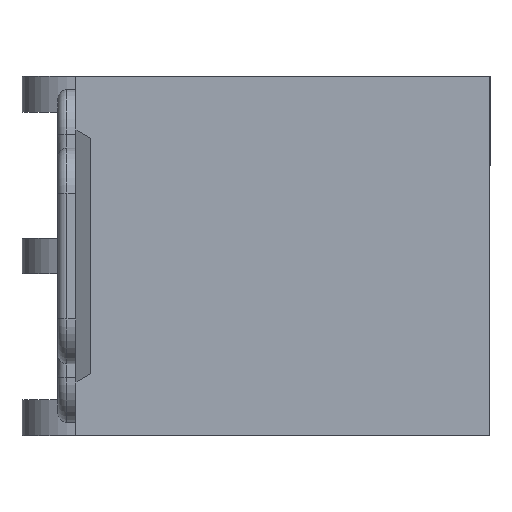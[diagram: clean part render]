
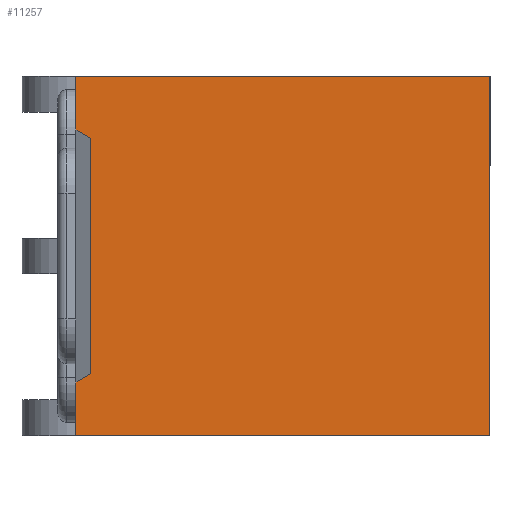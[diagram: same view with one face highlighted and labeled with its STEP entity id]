
A CAD part, left-side view. The second image highlights one B-rep face of the part: STEP entity #11257.
In plain terms, the highlighted planar face has unit normal (-1, 0, 0).
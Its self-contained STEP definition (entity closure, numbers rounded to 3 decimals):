
#106=PLANE('',#12058);
#519=FACE_OUTER_BOUND('',#1172,.T.);
#1172=EDGE_LOOP('',(#7489,#7490,#7491,#7492,#7493,#7494,#7495,#7496));
#1878=LINE('',#17617,#2635);
#1940=LINE('',#17763,#2697);
#1950=LINE('',#17781,#2707);
#1963=LINE('',#17818,#2720);
#1964=LINE('',#17819,#2721);
#1965=LINE('',#17821,#2722);
#1966=LINE('',#17822,#2723);
#1967=LINE('',#17823,#2724);
#2635=VECTOR('',#13748,1000.);
#2697=VECTOR('',#13850,1000.);
#2707=VECTOR('',#13860,1000.);
#2720=VECTOR('',#13885,1000.);
#2721=VECTOR('',#13886,1000.);
#2722=VECTOR('',#13887,1000.);
#2723=VECTOR('',#13888,1000.);
#2724=VECTOR('',#13889,1000.);
#4282=VERTEX_POINT('',#17614);
#4283=VERTEX_POINT('',#17616);
#4346=VERTEX_POINT('',#17760);
#4347=VERTEX_POINT('',#17762);
#4355=VERTEX_POINT('',#17780);
#4372=VERTEX_POINT('',#17816);
#4373=VERTEX_POINT('',#17817);
#4374=VERTEX_POINT('',#17820);
#5518=EDGE_CURVE('',#4283,#4282,#1878,.T.);
#5593=EDGE_CURVE('',#4346,#4347,#1940,.T.);
#5603=EDGE_CURVE('',#4283,#4355,#1950,.T.);
#5621=EDGE_CURVE('',#4372,#4373,#1963,.T.);
#5622=EDGE_CURVE('',#4372,#4355,#1964,.T.);
#5623=EDGE_CURVE('',#4282,#4374,#1965,.T.);
#5624=EDGE_CURVE('',#4347,#4374,#1966,.T.);
#5625=EDGE_CURVE('',#4346,#4373,#1967,.T.);
#7489=ORIENTED_EDGE('',*,*,#5621,.F.);
#7490=ORIENTED_EDGE('',*,*,#5622,.T.);
#7491=ORIENTED_EDGE('',*,*,#5603,.F.);
#7492=ORIENTED_EDGE('',*,*,#5518,.T.);
#7493=ORIENTED_EDGE('',*,*,#5623,.T.);
#7494=ORIENTED_EDGE('',*,*,#5624,.F.);
#7495=ORIENTED_EDGE('',*,*,#5593,.F.);
#7496=ORIENTED_EDGE('',*,*,#5625,.T.);
#11257=ADVANCED_FACE('',(#519),#106,.F.);
#12058=AXIS2_PLACEMENT_3D('',#17815,#13883,#13884);
#13748=DIRECTION('',(0.,-1.,0.));
#13850=DIRECTION('',(0.,0.,1.));
#13860=DIRECTION('',(0.,0.,1.));
#13883=DIRECTION('center_axis',(1.,0.,0.));
#13884=DIRECTION('ref_axis',(0.,0.,
-1.));
#13885=DIRECTION('',(0.,0.,1.));
#13886=DIRECTION('',(0.,0.866,-0.5));
#13887=DIRECTION('',(0.,0.,1.));
#13888=DIRECTION('',(0.,-1.,0.));
#13889=DIRECTION('',(0.,-0.866,-0.5));
#17614=CARTESIAN_POINT('',(-39.25,0.,-10.));
#17616=CARTESIAN_POINT('',(-39.25,23.,-10.));
#17617=CARTESIAN_POINT('',(-39.25,23.,-10.));
#17760=CARTESIAN_POINT('',(-39.25,23.,7.));
#17762=CARTESIAN_POINT('',(-39.25,23.,10.));
#17763=CARTESIAN_POINT('',(-39.25,23.,-10.));
#17780=CARTESIAN_POINT('',(-39.25,23.,-7.));
#17781=CARTESIAN_POINT('',(-39.25,23.,-10.));
#17815=CARTESIAN_POINT('Origin',(-39.25,23.,-10.));
#17816=CARTESIAN_POINT('',(-39.25,22.2,-6.538));
#17817=CARTESIAN_POINT('',(-39.25,22.2,6.538));
#17818=CARTESIAN_POINT('',(-39.25,22.2,-10.));
#17819=CARTESIAN_POINT('',(-39.25,24.299,-7.75));
#17820=CARTESIAN_POINT('',(-39.25,0.,10.));
#17821=CARTESIAN_POINT('',(-39.25,0.,-10.));
#17822=CARTESIAN_POINT('',(-39.25,23.,10.));
#17823=CARTESIAN_POINT('',(-39.25,15.639,2.75));
